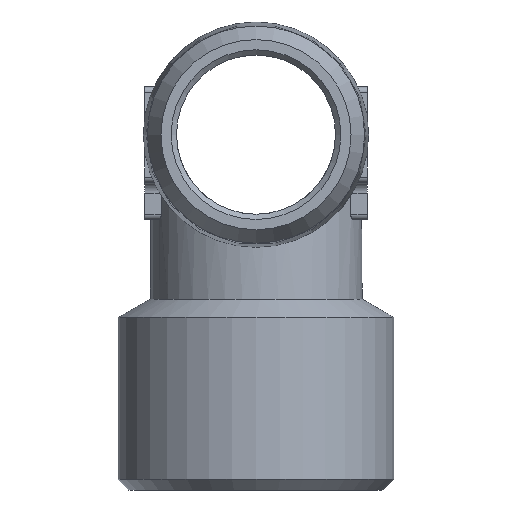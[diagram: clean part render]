
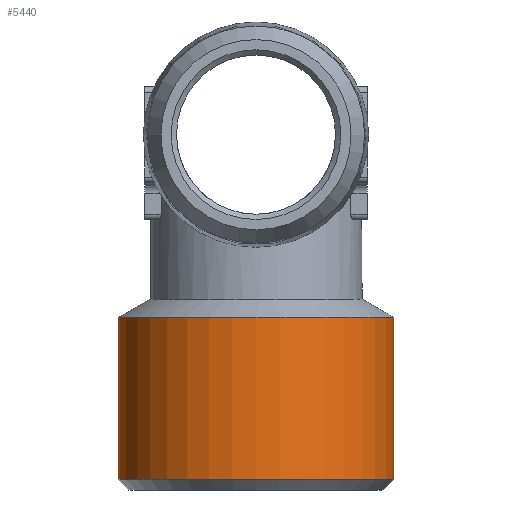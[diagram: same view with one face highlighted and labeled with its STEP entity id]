
A CAD part, left-side view. The second image highlights one B-rep face of the part: STEP entity #5440.
In plain terms, the highlighted cylindrical face has radius 13 mm (diameter 26 mm), a full revolution.
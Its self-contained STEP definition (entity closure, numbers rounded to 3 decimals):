
#1427=CYLINDRICAL_SURFACE('',#5327,13.);
#1451=ORIENTED_EDGE('',*,*,#1829,.F.);
#1452=ORIENTED_EDGE('',*,*,#1831,.T.);
#1697=CIRCLE('',#5325,13.);
#1699=CIRCLE('',#5328,13.);
#1739=VERTEX_POINT('',#2374);
#1741=VERTEX_POINT('',#2379);
#1829=EDGE_CURVE('',#1739,#1739,#1697,.T.);
#1831=EDGE_CURVE('',#1741,#1741,#1699,.T.);
#1955=EDGE_LOOP('',(#1451));
#1956=EDGE_LOOP('',(#1452));
#2033=FACE_BOUND('',#1955,.T.);
#2034=FACE_BOUND('',#1956,.T.);
#2111=DIRECTION('',(0.,1.,0.));
#2112=DIRECTION('',(0.,0.,13.));
#2115=DIRECTION('',(0.,1.,0.));
#2116=DIRECTION('',(1.,0.,0.));
#2117=DIRECTION('',(0.,1.,0.));
#2118=DIRECTION('',(0.,0.,13.));
#2374=CARTESIAN_POINT('',(17.124,35.65,13.));
#2375=CARTESIAN_POINT('',(17.124,35.65,0.));
#2378=CARTESIAN_POINT('',(17.124,19.382,0.));
#2379=CARTESIAN_POINT('',(17.124,20.382,13.));
#2380=CARTESIAN_POINT('',(17.124,20.382,0.));
#5325=AXIS2_PLACEMENT_3D('',#2375,#2111,#2112);
#5327=AXIS2_PLACEMENT_3D('',#2378,#2115,#2116);
#5328=AXIS2_PLACEMENT_3D('',#2380,#2117,#2118);
#5440=ADVANCED_FACE('',(#2033,#2034),#1427,.T.);
